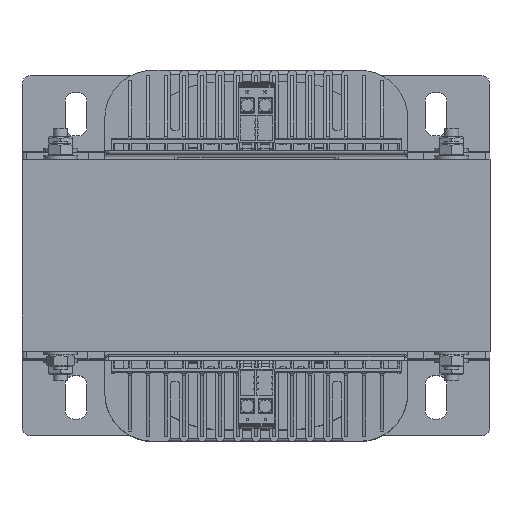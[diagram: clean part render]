
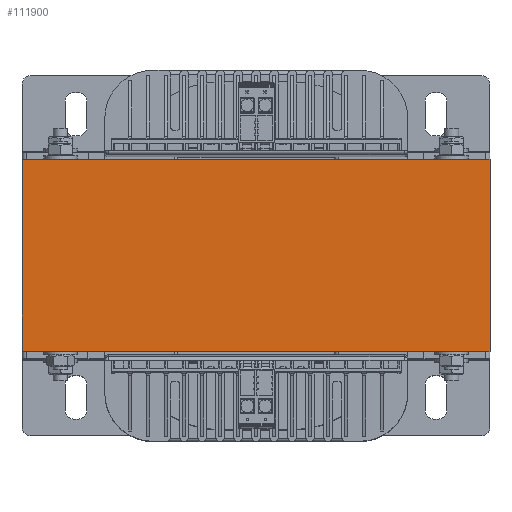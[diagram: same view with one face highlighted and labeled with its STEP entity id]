
A CAD part, top view. The second image highlights one B-rep face of the part: STEP entity #111900.
In plain terms, the highlighted planar face has unit normal (0, 0, 1).
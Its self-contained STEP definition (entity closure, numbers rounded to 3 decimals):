
#6063=FACE_OUTER_BOUND('',#11848,.T.);
#11848=EDGE_LOOP('',(#69809,#69810,#69811,#69812));
#17864=LINE('',#149726,#30376);
#17896=LINE('',#149806,#30408);
#17897=LINE('',#149808,#30409);
#17898=LINE('',#149809,#30410);
#30376=VECTOR('',#124389,1.);
#30408=VECTOR('',#124463,10.);
#30409=VECTOR('',#124464,1.);
#30410=VECTOR('',#124465,1.);
#42888=VERTEX_POINT('',#149724);
#42889=VERTEX_POINT('',#149725);
#42916=VERTEX_POINT('',#149805);
#42917=VERTEX_POINT('',#149807);
#53493=EDGE_CURVE('',#42888,#42889,#17864,.T.);
#53533=EDGE_CURVE('',#42889,#42916,#17896,.T.);
#53534=EDGE_CURVE('',#42916,#42917,#17897,.T.);
#53535=EDGE_CURVE('',#42917,#42888,#17898,.T.);
#69809=ORIENTED_EDGE('',*,*,#53533,.T.);
#69810=ORIENTED_EDGE('',*,*,#53534,.T.);
#69811=ORIENTED_EDGE('',*,*,#53535,.T.);
#69812=ORIENTED_EDGE('',*,*,#53493,.T.);
#102258=PLANE('',#117993);
#111900=ADVANCED_FACE('',(#6063),#102258,.T.);
#117993=AXIS2_PLACEMENT_3D('',#149804,#124461,#124462);
#124389=DIRECTION('',(1.,0.,0.));
#124461=DIRECTION('center_axis',(0.,0.,1.));
#124462=DIRECTION('ref_axis',(0.,-1.,0.));
#124463=DIRECTION('',(0.,1.,0.));
#124464=DIRECTION('',(-1.,0.,0.));
#124465=DIRECTION('',(0.,-1.,0.));
#149724=CARTESIAN_POINT('',(490.1,-48.222,113.5));
#149725=CARTESIAN_POINT('',(685.1,-48.222,113.5));
#149726=CARTESIAN_POINT('',(685.1,-48.222,113.5));
#149804=CARTESIAN_POINT('Origin',(490.1,21.778,113.5));
#149805=CARTESIAN_POINT('',(685.1,31.778,113.5));
#149806=CARTESIAN_POINT('',(685.1,21.778,113.5));
#149807=CARTESIAN_POINT('',(490.1,31.778,113.5));
#149808=CARTESIAN_POINT('',(685.1,31.778,113.5));
#149809=CARTESIAN_POINT('',(490.1,21.778,113.5));
